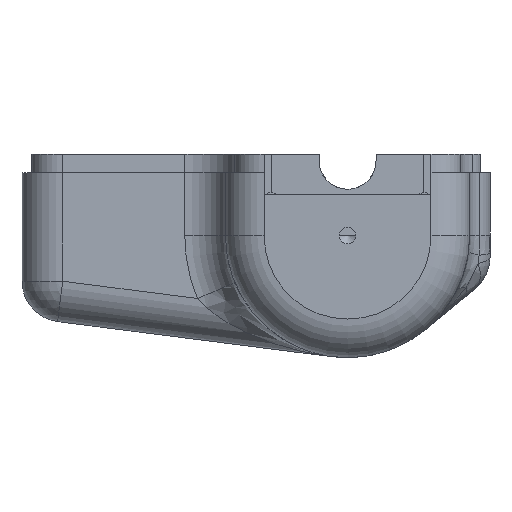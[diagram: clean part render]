
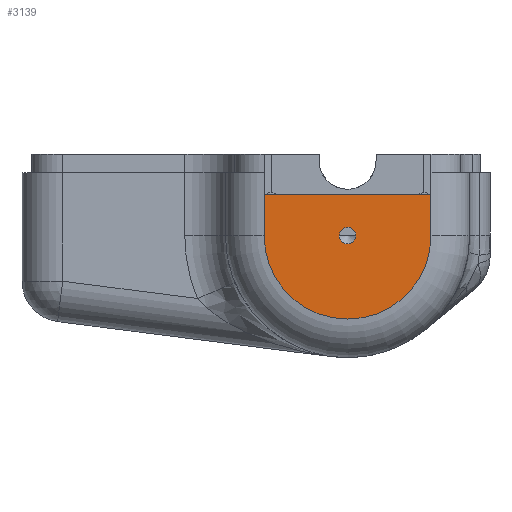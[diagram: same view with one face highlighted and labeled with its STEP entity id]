
A CAD part, left-side view. The second image highlights one B-rep face of the part: STEP entity #3139.
In plain terms, the highlighted planar face has unit normal (-1, 0, 0).
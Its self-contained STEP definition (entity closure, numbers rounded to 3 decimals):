
#31=FACE_BOUND('',#414,.T.);
#239=FACE_OUTER_BOUND('',#413,.T.);
#413=EDGE_LOOP('',(#2677,#2678,#2679,#2680));
#414=EDGE_LOOP('',(#2681,#2682));
#578=LINE('',#4959,#885);
#695=LINE('',#5443,#1002);
#724=LINE('',#5522,#1031);
#885=VECTOR('',#3834,10.);
#1002=VECTOR('',#4155,10.);
#1031=VECTOR('',#4244,10.);
#1206=CIRCLE('',#3435,1.025);
#1207=CIRCLE('',#3436,1.025);
#1208=CIRCLE('',#3439,10.25);
#1364=VERTEX_POINT('',#4956);
#1365=VERTEX_POINT('',#4958);
#1471=VERTEX_POINT('',#5442);
#1486=VERTEX_POINT('',#5492);
#1487=VERTEX_POINT('',#5493);
#1490=VERTEX_POINT('',#5507);
#1710=EDGE_CURVE('',#1365,#1364,#578,.T.);
#1884=EDGE_CURVE('',#1471,#1365,#695,.T.);
#1909=EDGE_CURVE('',#1486,#1487,#1206,.T.);
#1910=EDGE_CURVE('',#1487,#1486,#1207,.T.);
#1918=EDGE_CURVE('',#1490,#1364,#1208,.T.);
#1926=EDGE_CURVE('',#1490,#1471,#724,.T.);
#2677=ORIENTED_EDGE('',*,*,#1884,.T.);
#2678=ORIENTED_EDGE('',*,*,#1710,.T.);
#2679=ORIENTED_EDGE('',*,*,#1918,.F.);
#2680=ORIENTED_EDGE('',*,*,#1926,.T.);
#2681=ORIENTED_EDGE('',*,*,#1909,.T.);
#2682=ORIENTED_EDGE('',*,*,#1910,.T.);
#2983=PLANE('',#3444);
#3139=ADVANCED_FACE('',(#239,#31),#2983,.T.);
#3435=AXIS2_PLACEMENT_3D('',#5494,#4210,#4211);
#3436=AXIS2_PLACEMENT_3D('',#5495,#4212,#4213);
#3439=AXIS2_PLACEMENT_3D('',#5508,#4225,#4226);
#3444=AXIS2_PLACEMENT_3D('',#5521,#4242,#4243);
#3834=DIRECTION('',(0.,0.,-1.));
#4155=DIRECTION('',(0.,1.,0.));
#4210=DIRECTION('center_axis',(1.,0.,0.));
#4211=DIRECTION('ref_axis',(0.,0.,1.));
#4212=DIRECTION('center_axis',(1.,0.,0.));
#4213=DIRECTION('ref_axis',(0.,0.,1.));
#4225=DIRECTION('center_axis',(1.,0.,0.));
#4226=DIRECTION('ref_axis',(0.,1.,0.));
#4242=DIRECTION('center_axis',(-1.,0.,0.));
#4243=DIRECTION('ref_axis',(0.,-1.,0.));
#4244=DIRECTION('',(0.,0.,1.));
#4956=CARTESIAN_POINT('',(-150.5,10.25,0.));
#4958=CARTESIAN_POINT('',(-150.5,10.25,5.));
#4959=CARTESIAN_POINT('',(-150.5,10.25,5.));
#5442=CARTESIAN_POINT('',(-150.5,-10.25,5.));
#5443=CARTESIAN_POINT('',(-150.5,6.5,5.));
#5492=CARTESIAN_POINT('',(-150.5,0.,1.025));
#5493=CARTESIAN_POINT('',(-150.5,0.,-1.025));
#5494=CARTESIAN_POINT('Origin',(-150.5,0.,0.));
#5495=CARTESIAN_POINT('Origin',(-150.5,0.,0.));
#5507=CARTESIAN_POINT('',(-150.5,-10.25,0.));
#5508=CARTESIAN_POINT('Origin',(-150.5,0.,0.));
#5521=CARTESIAN_POINT('Origin',(-150.5,13.,0.));
#5522=CARTESIAN_POINT('',(-150.5,-10.25,5.));
